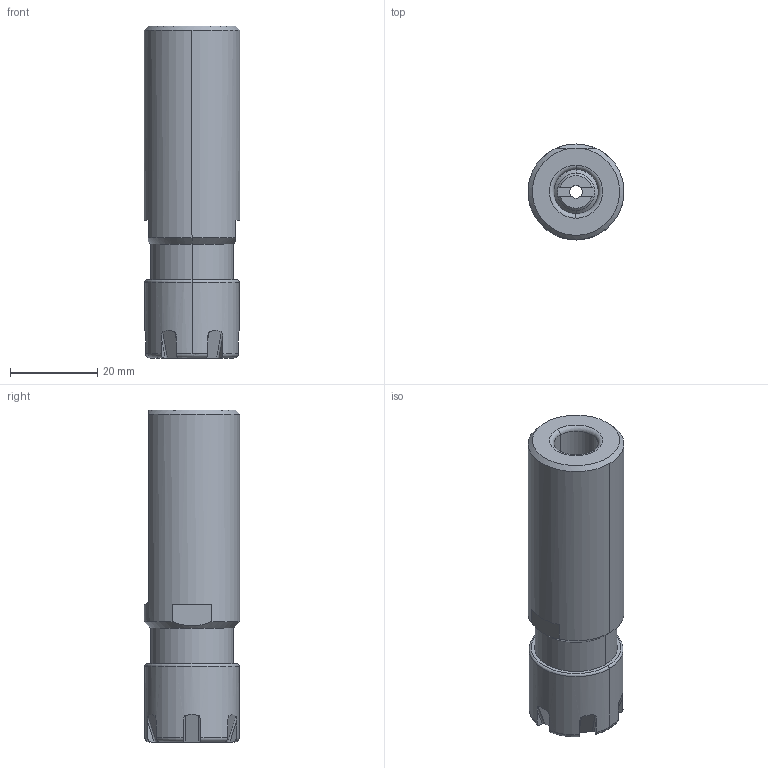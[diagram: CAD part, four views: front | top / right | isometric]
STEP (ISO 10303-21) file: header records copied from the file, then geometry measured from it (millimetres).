
FILE_DESCRIPTION((''),'2;1');
FILE_NAME('120_02_C_10','2020-09-17T',('103090'),(''),'CREO PARAMETRIC BY PTC INC, 2016260','CREO PARAMETRIC BY PTC INC, 2016260','');
FILE_SCHEMA(('CONFIG_CONTROL_DESIGN'));
Length unit declared in the file: millimetre
Products named in the file (1): 120_02_C_10
Bounding box: 21.96 x 22 x 76.1 mm (x, y, z)
Volume: 19101.5 mm3; surface area: 8969.6 mm2
Topology: 1 solids, 1 shells, 135 faces, 351 edges, 222 vertices
Faces by surface type: plane 56, cylinder 38, torus 20, cone 17, bspline 4
Entity records: 4728 total; most frequent: CARTESIAN_POINT 1409, ORIENTED_EDGE 702, DIRECTION 682, EDGE_CURVE 351, AXIS2_PLACEMENT_3D 265, VERTEX_POINT 222, VECTOR 152, LINE 152
